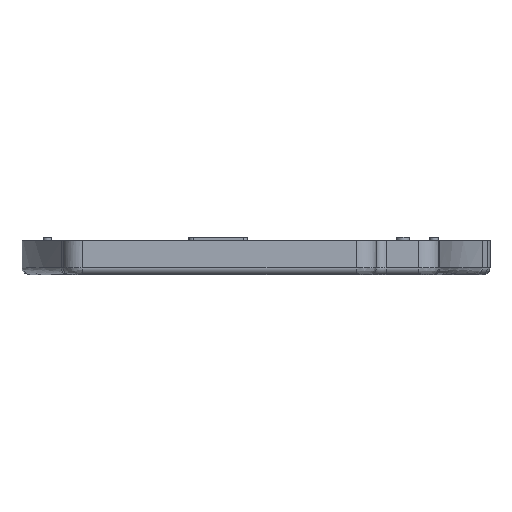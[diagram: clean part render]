
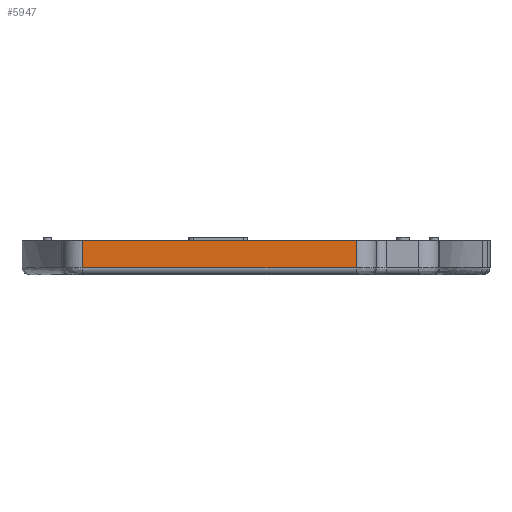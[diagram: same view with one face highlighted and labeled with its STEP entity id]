
A CAD part, left-side view. The second image highlights one B-rep face of the part: STEP entity #5947.
In plain terms, the highlighted planar face has unit normal (-1, 0, 0).
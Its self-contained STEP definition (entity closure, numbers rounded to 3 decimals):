
#271=PLANE('',#6601);
#611=FACE_OUTER_BOUND('',#980,.T.);
#980=EDGE_LOOP('',(#5433,#5434,#5435,#5436));
#1350=LINE('',#9708,#1867);
#1494=LINE('',#10743,#2011);
#1498=LINE('',#10776,#2015);
#1499=LINE('',#10778,#2016);
#1867=VECTOR('',#7929,10.);
#2011=VECTOR('',#8357,10.);
#2015=VECTOR('',#8377,10.);
#2016=VECTOR('',#8380,10.);
#2754=VERTEX_POINT('',#9686);
#2757=VERTEX_POINT('',#9705);
#2879=VERTEX_POINT('',#10734);
#2880=VERTEX_POINT('',#10742);
#3501=EDGE_CURVE('',#2757,#2754,#1350,.T.);
#3731=EDGE_CURVE('',#2880,#2879,#1494,.T.);
#3736=EDGE_CURVE('',#2880,#2754,#1498,.T.);
#3737=EDGE_CURVE('',#2879,#2757,#1499,.T.);
#5433=ORIENTED_EDGE('',*,*,#3501,.T.);
#5434=ORIENTED_EDGE('',*,*,#3736,.F.);
#5435=ORIENTED_EDGE('',*,*,#3731,.T.);
#5436=ORIENTED_EDGE('',*,*,#3737,.T.);
#5947=ADVANCED_FACE('',(#611),#271,.F.);
#6601=AXIS2_PLACEMENT_3D('',#10777,#8378,#8379);
#7929=DIRECTION('',(0.,-1.,0.));
#8357=DIRECTION('',(0.,1.,0.));
#8377=DIRECTION('',(0.,0.,-1.));
#8378=DIRECTION('center_axis',(1.,0.,0.));
#8379=DIRECTION('ref_axis',(0.,-1.,0.));
#8380=DIRECTION('',(0.,0.,-1.));
#9686=CARTESIAN_POINT('',(-11.316,-76.873,-8.1));
#9705=CARTESIAN_POINT('',(-11.316,4.627,-8.1));
#9708=CARTESIAN_POINT('',(-11.316,-21.177,-8.1));
#10734=CARTESIAN_POINT('',(-11.316,4.627,0.));
#10742=CARTESIAN_POINT('',(-11.316,-76.873,0.));
#10743=CARTESIAN_POINT('',(-11.316,-21.177,0.));
#10776=CARTESIAN_POINT('',(-11.316,-76.873,0.));
#10777=CARTESIAN_POINT('Origin',(-11.316,4.627,0.));
#10778=CARTESIAN_POINT('',(-11.316,4.627,0.));
